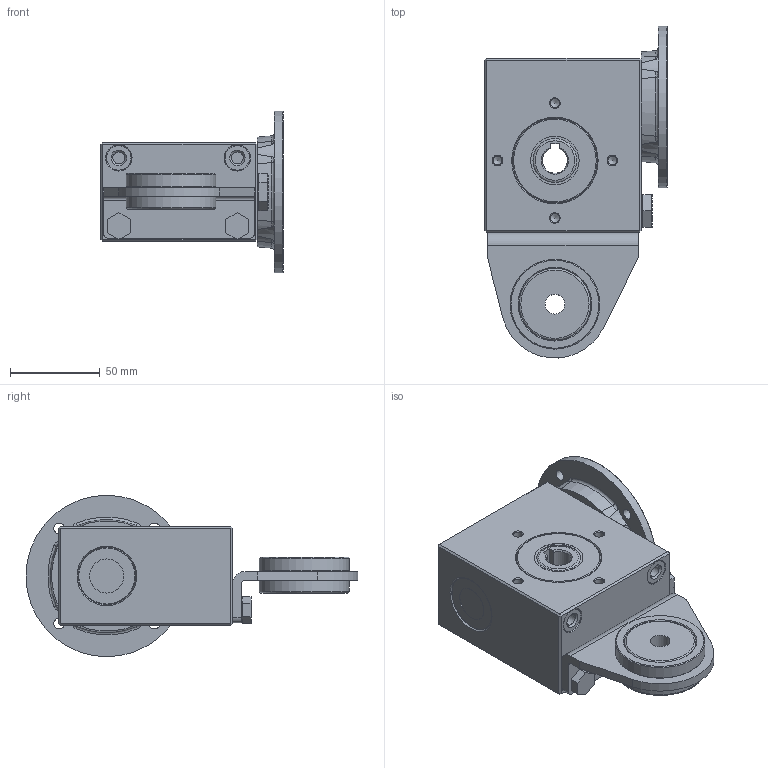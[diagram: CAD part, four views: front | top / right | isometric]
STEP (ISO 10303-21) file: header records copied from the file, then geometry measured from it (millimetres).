
FILE_DESCRIPTION( ( 'Unknown' ), '1' );
FILE_NAME( '8CF9F335941C7C8EA56683E1FD1E3BEE.3d.stp', 'Unknown', ( 'Unknown' ), ( 'Unknown' ), 'PSStep 10.1', 'Unknown', ' ' );
FILE_SCHEMA( ( 'AUTOMOTIVE_DESIGN { 1 0 10303 214 1 1 1 1 }' ) );
Length unit declared in the file: millimetre
Products named in the file (2): I308800
Bounding box: 101.5 x 184.94 x 90 mm (x, y, z)
Volume: 533156.5 mm3; surface area: 83474 mm2
Topology: 2 solids, 22 shells, 414 faces, 958 edges, 624 vertices
Faces by surface type: plane 183, cylinder 102, cone 83, torus 30, bspline 16
Full cylindrical faces by diameter (mm): 4.917 x12, 6 x8, 6.5 x4, 6.647 x4, 8.566 x1, 9 x2, 10 x4, 10.106 x4, 11 x5, 12 x6, 12.1 x4, 14 x4, 14.1 x4, 16 x1, 18 x1, 19 x1, 20 x1, 24.5 x2, 27 x2, 28.8 x1, 30 x1, 31.246 x1, 31.7 x1, 32 x2, 37 x1, 39 x1, 40 x2, 40.1 x1, 40.2 x1, 41.8 x1
Entity records: 14151 total; most frequent: CARTESIAN_POINT 2775, DIRECTION 1716, ORIENTED_EDGE 1306, AXIS2_PLACEMENT_3D 736, EDGE_LOOP 662, EDGE_CURVE 653, FACE_OUTER_BOUND 527, VERTEX_POINT 513
